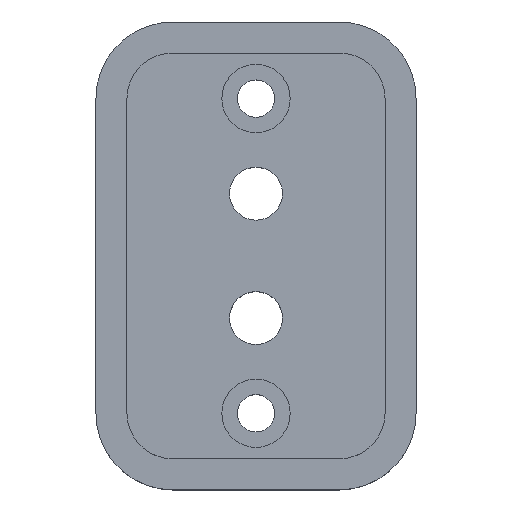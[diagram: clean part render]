
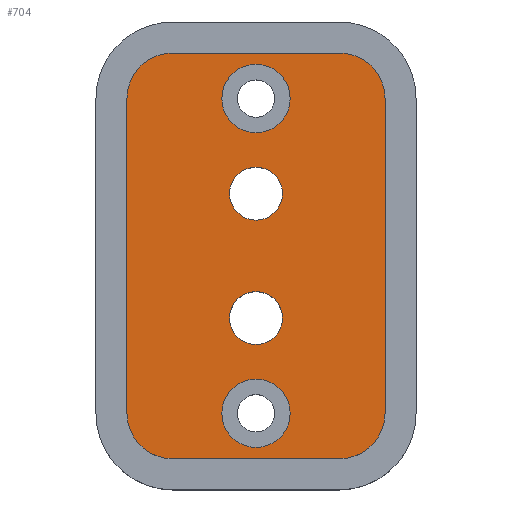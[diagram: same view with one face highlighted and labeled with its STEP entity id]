
A CAD part, top view. The second image highlights one B-rep face of the part: STEP entity #704.
In plain terms, the highlighted planar face has unit normal (0, 0, 1).
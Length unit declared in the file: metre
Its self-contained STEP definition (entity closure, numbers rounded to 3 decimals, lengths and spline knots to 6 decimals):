
#40=LINE('',#1113,#108);
#41=LINE('',#1118,#109);
#42=LINE('',#1122,#110);
#43=LINE('',#1126,#111);
#108=VECTOR('',#898,1.);
#109=VECTOR('',#901,1.);
#110=VECTOR('',#904,1.);
#111=VECTOR('',#907,1.);
#153=PLANE('',#772);
#233=ORIENTED_EDGE('',*,*,#409,.F.);
#234=ORIENTED_EDGE('',*,*,#410,.F.);
#235=ORIENTED_EDGE('',*,*,#411,.F.);
#236=ORIENTED_EDGE('',*,*,#412,.F.);
#237=ORIENTED_EDGE('',*,*,#413,.F.);
#238=ORIENTED_EDGE('',*,*,#414,.F.);
#239=ORIENTED_EDGE('',*,*,#415,.F.);
#240=ORIENTED_EDGE('',*,*,#416,.F.);
#241=ORIENTED_EDGE('',*,*,#417,.T.);
#242=ORIENTED_EDGE('',*,*,#418,.T.);
#243=ORIENTED_EDGE('',*,*,#369,.F.);
#244=ORIENTED_EDGE('',*,*,#367,.F.);
#367=EDGE_CURVE('',#463,#463,#531,.T.);
#369=EDGE_CURVE('',#465,#465,#533,.T.);
#409=EDGE_CURVE('',#497,#498,#40,.T.);
#410=EDGE_CURVE('',#499,#497,#545,.T.);
#411=EDGE_CURVE('',#500,#499,#41,.T.);
#412=EDGE_CURVE('',#501,#500,#546,.T.);
#413=EDGE_CURVE('',#502,#501,#42,.T.);
#414=EDGE_CURVE('',#503,#502,#547,.T.);
#415=EDGE_CURVE('',#504,#503,#43,.T.);
#416=EDGE_CURVE('',#498,#504,#548,.T.);
#417=EDGE_CURVE('',#505,#505,#549,.T.);
#418=EDGE_CURVE('',#506,#506,#550,.T.);
#463=VERTEX_POINT('',#1027);
#465=VERTEX_POINT('',#1032);
#497=VERTEX_POINT('',#1114);
#498=VERTEX_POINT('',#1115);
#499=VERTEX_POINT('',#1117);
#500=VERTEX_POINT('',#1119);
#501=VERTEX_POINT('',#1121);
#502=VERTEX_POINT('',#1123);
#503=VERTEX_POINT('',#1125);
#504=VERTEX_POINT('',#1127);
#505=VERTEX_POINT('',#1130);
#506=VERTEX_POINT('',#1132);
#531=CIRCLE('',#748,0.0017);
#533=CIRCLE('',#751,0.0017);
#545=CIRCLE('',#773,0.002925);
#546=CIRCLE('',#774,0.002925);
#547=CIRCLE('',#775,0.002925);
#548=CIRCLE('',#776,0.002925);
#549=CIRCLE('',#777,0.0022);
#550=CIRCLE('',#778,0.0022);
#576=EDGE_LOOP('',(#233,#234,#235,#236,#237,#238,#239,#240));
#577=EDGE_LOOP('',(#241));
#578=EDGE_LOOP('',(#242));
#579=EDGE_LOOP('',(#243));
#580=EDGE_LOOP('',(#244));
#636=FACE_BOUND('',#576,.T.);
#637=FACE_BOUND('',#577,.T.);
#638=FACE_BOUND('',#578,.T.);
#639=FACE_BOUND('',#579,.T.);
#640=FACE_BOUND('',#580,.T.);
#704=ADVANCED_FACE('',(#636,#637,#638,#639,#640),#153,.F.);
#748=AXIS2_PLACEMENT_3D('',#1026,#820,#821);
#751=AXIS2_PLACEMENT_3D('',#1031,#826,#827);
#772=AXIS2_PLACEMENT_3D('',#1112,#896,#897);
#773=AXIS2_PLACEMENT_3D('',#1116,#899,#900);
#774=AXIS2_PLACEMENT_3D('',#1120,#902,#903);
#775=AXIS2_PLACEMENT_3D('',#1124,#905,#906);
#776=AXIS2_PLACEMENT_3D('',#1128,#908,#909);
#777=AXIS2_PLACEMENT_3D('',#1129,#910,#911);
#778=AXIS2_PLACEMENT_3D('',#1131,#912,#913);
#820=DIRECTION('',(0.,0.,1.));
#821=DIRECTION('',(1.,0.,0.));
#826=DIRECTION('',(0.,0.,1.));
#827=DIRECTION('',(1.,0.,0.));
#896=DIRECTION('',(0.,0.,-1.));
#897=DIRECTION('',(1.,0.,0.));
#898=DIRECTION('',(0.,-1.,0.));
#899=DIRECTION('',(0.,0.,-1.));
#900=DIRECTION('',(-1.,0.,0.));
#901=DIRECTION('',(1.,0.,0.));
#902=DIRECTION('',(0.,0.,-1.));
#903=DIRECTION('',(-1.,0.,0.));
#904=DIRECTION('',(0.,1.,0.));
#905=DIRECTION('',(0.,0.,-1.));
#906=DIRECTION('',(-1.,0.,0.));
#907=DIRECTION('',(-1.,0.,0.));
#908=DIRECTION('',(0.,0.,-1.));
#909=DIRECTION('',(-1.,0.,0.));
#910=DIRECTION('',(0.,0.,-1.));
#911=DIRECTION('',(-1.,0.,0.));
#912=DIRECTION('',(0.,0.,-1.));
#913=DIRECTION('',(-1.,0.,0.));
#1026=CARTESIAN_POINT('',(0.079459,-0.259478,-0.013));
#1027=CARTESIAN_POINT('',(0.081159,-0.259478,-0.013));
#1031=CARTESIAN_POINT('',(0.079459,-0.267478,-0.013));
#1032=CARTESIAN_POINT('',(0.081159,-0.267478,-0.013));
#1112=CARTESIAN_POINT('',(0.079459,-0.263478,-0.013));
#1113=CARTESIAN_POINT('',(0.087759,-0.263478,-0.013));
#1114=CARTESIAN_POINT('',(0.087759,-0.253353,-0.013));
#1115=CARTESIAN_POINT('',(0.087759,-0.273603,-0.013));
#1116=CARTESIAN_POINT('',(0.084834,-0.253353,-0.013));
#1117=CARTESIAN_POINT('',(0.084834,-0.250428,-0.013));
#1118=CARTESIAN_POINT('',(0.079459,-0.250428,-0.013));
#1119=CARTESIAN_POINT('',(0.074084,-0.250428,-0.013));
#1120=CARTESIAN_POINT('',(0.074084,-0.253353,-0.013));
#1121=CARTESIAN_POINT('',(0.071159,-0.253353,-0.013));
#1122=CARTESIAN_POINT('',(0.071159,-0.263478,-0.013));
#1123=CARTESIAN_POINT('',(0.071159,-0.273603,-0.013));
#1124=CARTESIAN_POINT('',(0.074084,-0.273603,-0.013));
#1125=CARTESIAN_POINT('',(0.074084,-0.276528,-0.013));
#1126=CARTESIAN_POINT('',(0.079459,-0.276528,-0.013));
#1127=CARTESIAN_POINT('',(0.084834,-0.276528,-0.013));
#1128=CARTESIAN_POINT('',(0.084834,-0.273603,-0.013));
#1129=CARTESIAN_POINT('',(0.079459,-0.253353,-0.013));
#1130=CARTESIAN_POINT('',(0.077259,-0.253353,-0.013));
#1131=CARTESIAN_POINT('',(0.079459,-0.273603,-0.013));
#1132=CARTESIAN_POINT('',(0.077259,-0.273603,-0.013));
